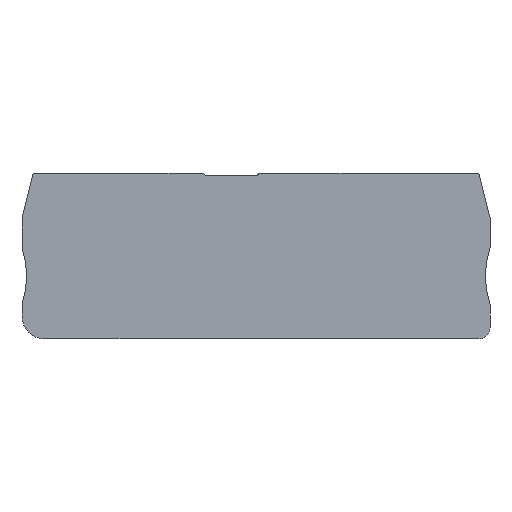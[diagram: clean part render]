
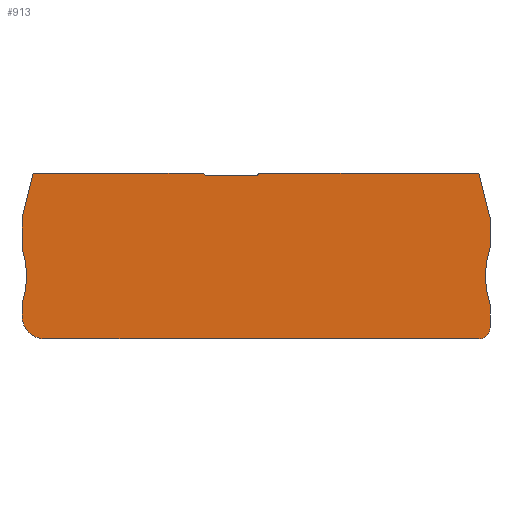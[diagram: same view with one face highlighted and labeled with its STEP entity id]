
A CAD part, top view. The second image highlights one B-rep face of the part: STEP entity #913.
In plain terms, the highlighted planar face has unit normal (0, 0, 1).
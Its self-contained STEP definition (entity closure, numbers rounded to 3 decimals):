
#278=DIRECTION('',(-0.358,-0.934,0.));
#279=VECTOR('',#278,0.192);
#280=CARTESIAN_POINT('',(4.645,28.879,5.3));
#281=LINE('',#280,#279);
#290=DIRECTION('',(-0.358,0.934,0.));
#291=VECTOR('',#290,0.192);
#292=CARTESIAN_POINT('',(-4.576,28.7,5.3));
#293=LINE('',#292,#291);
#298=DIRECTION('',(1.,0.,0.));
#299=VECTOR('',#298,9.152);
#300=CARTESIAN_POINT('',(-4.576,28.7,5.3));
#301=LINE('',#300,#299);
#302=CARTESIAN_POINT('',(5.111,28.7,5.3));
#303=DIRECTION('',(0.,0.,-1.));
#304=DIRECTION('',(-0.934,0.358,0.));
#305=AXIS2_PLACEMENT_3D('',#302,#303,#304);
#307=DIRECTION('',(-1.,0.,0.));
#308=VECTOR('',#307,37.748);
#309=CARTESIAN_POINT('',(42.859,29.2,5.3));
#310=LINE('',#309,#308);
#311=CARTESIAN_POINT('',(42.859,28.7,5.3));
#312=DIRECTION('',(0.,0.,1.));
#313=DIRECTION('',(0.97,0.242,0.));
#314=AXIS2_PLACEMENT_3D('',#311,#312,#313);
#316=DIRECTION('',(-0.242,0.97,0.));
#317=VECTOR('',#316,7.67);
#318=CARTESIAN_POINT('',(45.2,21.379,5.3));
#319=LINE('',#318,#317);
#320=DIRECTION('',(0.,1.,0.));
#321=VECTOR('',#320,5.183);
#322=CARTESIAN_POINT('',(45.2,16.196,5.3));
#323=LINE('',#322,#321);
#324=CARTESIAN_POINT('',(60.4,11.2,5.3));
#325=DIRECTION('',(0.,0.,-1.));
#326=DIRECTION('',(-0.95,-0.312,0.));
#327=AXIS2_PLACEMENT_3D('',#324,#325,#326);
#329=DIRECTION('',(0.,1.,0.));
#330=VECTOR('',#329,4.004);
#331=CARTESIAN_POINT('',(45.2,2.2,5.3));
#332=LINE('',#331,#330);
#333=CARTESIAN_POINT('',(43.2,2.2,5.3));
#334=DIRECTION('',(0.,0.,1.));
#335=DIRECTION('',(0.,-1.,0.));
#336=AXIS2_PLACEMENT_3D('',#333,#334,#335);
#338=DIRECTION('',(1.,0.,0.));
#339=VECTOR('',#338,75.8);
#340=CARTESIAN_POINT('',(-32.6,0.2,5.3));
#341=LINE('',#340,#339);
#342=CARTESIAN_POINT('',(-32.6,4.2,5.3));
#343=DIRECTION('',(0.,0.,1.));
#344=DIRECTION('',(-1.,0.,0.));
#345=AXIS2_PLACEMENT_3D('',#342,#343,#344);
#347=DIRECTION('',(0.,-1.,0.));
#348=VECTOR('',#347,2.004);
#349=CARTESIAN_POINT('',(-36.6,6.204,5.3));
#350=LINE('',#349,#348);
#351=CARTESIAN_POINT('',(-51.8,11.2,5.3));
#352=DIRECTION('',(0.,0.,-1.));
#353=DIRECTION('',(0.95,0.312,0.));
#354=AXIS2_PLACEMENT_3D('',#351,#352,#353);
#356=DIRECTION('',(0.,-1.,0.));
#357=VECTOR('',#356,5.183);
#358=CARTESIAN_POINT('',(-36.6,21.379,5.3));
#359=LINE('',#358,#357);
#360=DIRECTION('',(-0.242,-0.97,0.));
#361=VECTOR('',#360,7.67);
#362=CARTESIAN_POINT('',(-34.745,28.821,5.3));
#363=LINE('',#362,#361);
#364=CARTESIAN_POINT('',(-34.259,28.7,5.3));
#365=DIRECTION('',(0.,0.,1.));
#366=DIRECTION('',(0.,1.,0.));
#367=AXIS2_PLACEMENT_3D('',#364,#365,#366);
#369=DIRECTION('',(-1.,0.,0.));
#370=VECTOR('',#369,29.148);
#371=CARTESIAN_POINT('',(-5.111,29.2,5.3));
#372=LINE('',#371,#370);
#373=CARTESIAN_POINT('',(-5.111,28.7,5.3));
#374=DIRECTION('',(0.,0.,-1.));
#375=DIRECTION('',(0.,1.,0.));
#376=AXIS2_PLACEMENT_3D('',#373,#374,#375);
#474=CARTESIAN_POINT('',(-34.745,28.821,5.3));
#475=CARTESIAN_POINT('',(-36.6,21.379,5.3));
#476=VERTEX_POINT('',#474);
#477=VERTEX_POINT('',#475);
#478=CARTESIAN_POINT('',(-36.6,16.196,5.3));
#479=VERTEX_POINT('',#478);
#480=CARTESIAN_POINT('',(-36.6,6.204,5.3));
#481=VERTEX_POINT('',#480);
#482=CARTESIAN_POINT('',(-36.6,4.2,5.3));
#483=VERTEX_POINT('',#482);
#484=CARTESIAN_POINT('',(-32.6,0.2,5.3));
#485=VERTEX_POINT('',#484);
#486=CARTESIAN_POINT('',(43.2,0.2,5.3));
#487=VERTEX_POINT('',#486);
#488=CARTESIAN_POINT('',(45.2,2.2,5.3));
#489=VERTEX_POINT('',#488);
#490=CARTESIAN_POINT('',(45.2,6.204,5.3));
#491=VERTEX_POINT('',#490);
#492=CARTESIAN_POINT('',(45.2,16.196,5.3));
#493=VERTEX_POINT('',#492);
#494=CARTESIAN_POINT('',(45.2,21.379,5.3));
#495=VERTEX_POINT('',#494);
#496=CARTESIAN_POINT('',(43.345,28.821,5.3));
#497=VERTEX_POINT('',#496);
#498=CARTESIAN_POINT('',(42.859,29.2,5.3));
#499=VERTEX_POINT('',#498);
#500=CARTESIAN_POINT('',(-34.259,29.2,5.3));
#501=VERTEX_POINT('',#500);
#510=CARTESIAN_POINT('',(-5.111,29.2,5.3));
#511=CARTESIAN_POINT('',(-4.645,28.879,5.3));
#512=VERTEX_POINT('',#510);
#513=VERTEX_POINT('',#511);
#514=CARTESIAN_POINT('',(4.645,28.879,5.3));
#515=CARTESIAN_POINT('',(5.111,29.2,5.3));
#516=VERTEX_POINT('',#514);
#517=VERTEX_POINT('',#515);
#554=CARTESIAN_POINT('',(4.576,28.7,5.3));
#555=VERTEX_POINT('',#554);
#556=CARTESIAN_POINT('',(-4.576,28.7,5.3));
#557=VERTEX_POINT('',#556);
#869=CARTESIAN_POINT('',(0.,0.,5.3));
#870=DIRECTION('',(0.,0.,1.));
#871=DIRECTION('',(1.,0.,0.));
#872=AXIS2_PLACEMENT_3D('',#869,#870,#871);
#873=PLANE('',#872);
#874=ORIENTED_EDGE('',*,*,#861,.F.);
#875=ORIENTED_EDGE('',*,*,#850,.T.);
#876=ORIENTED_EDGE('',*,*,#836,.F.);
#878=ORIENTED_EDGE('',*,*,#877,.T.);
#880=ORIENTED_EDGE('',*,*,#879,.F.);
#882=ORIENTED_EDGE('',*,*,#881,.F.);
#884=ORIENTED_EDGE('',*,*,#883,.F.);
#886=ORIENTED_EDGE('',*,*,#885,.F.);
#888=ORIENTED_EDGE('',*,*,#887,.F.);
#890=ORIENTED_EDGE('',*,*,#889,.F.);
#892=ORIENTED_EDGE('',*,*,#891,.F.);
#894=ORIENTED_EDGE('',*,*,#893,.F.);
#896=ORIENTED_EDGE('',*,*,#895,.F.);
#898=ORIENTED_EDGE('',*,*,#897,.F.);
#900=ORIENTED_EDGE('',*,*,#899,.F.);
#902=ORIENTED_EDGE('',*,*,#901,.F.);
#904=ORIENTED_EDGE('',*,*,#903,.F.);
#906=ORIENTED_EDGE('',*,*,#905,.F.);
#908=ORIENTED_EDGE('',*,*,#907,.F.);
#910=ORIENTED_EDGE('',*,*,#909,.T.);
#911=EDGE_LOOP('',(#874,#875,#876,#878,#880,#882,#884,#886,#888,#890,#892,#894,
#896,#898,#900,#902,#904,#906,#908,#910));
#912=FACE_OUTER_BOUND('',#911,.F.);
#913=ADVANCED_FACE('',(#912),#873,.T.);
#306=CIRCLE('',#305,0.5);
#315=CIRCLE('',#314,0.5);
#328=CIRCLE('',#327,16.);
#337=CIRCLE('',#336,2.);
#346=CIRCLE('',#345,4.);
#355=CIRCLE('',#354,16.);
#368=CIRCLE('',#367,0.5);
#377=CIRCLE('',#376,0.5);
#836=EDGE_CURVE('',#516,#555,#281,.T.);
#850=EDGE_CURVE('',#557,#555,#301,.T.);
#861=EDGE_CURVE('',#557,#513,#293,.T.);
#877=EDGE_CURVE('',#516,#517,#306,.T.);
#879=EDGE_CURVE('',#499,#517,#310,.T.);
#881=EDGE_CURVE('',#497,#499,#315,.T.);
#883=EDGE_CURVE('',#495,#497,#319,.T.);
#885=EDGE_CURVE('',#493,#495,#323,.T.);
#887=EDGE_CURVE('',#491,#493,#328,.T.);
#889=EDGE_CURVE('',#489,#491,#332,.T.);
#891=EDGE_CURVE('',#487,#489,#337,.T.);
#893=EDGE_CURVE('',#485,#487,#341,.T.);
#895=EDGE_CURVE('',#483,#485,#346,.T.);
#897=EDGE_CURVE('',#481,#483,#350,.T.);
#899=EDGE_CURVE('',#479,#481,#355,.T.);
#901=EDGE_CURVE('',#477,#479,#359,.T.);
#903=EDGE_CURVE('',#476,#477,#363,.T.);
#905=EDGE_CURVE('',#501,#476,#368,.T.);
#907=EDGE_CURVE('',#512,#501,#372,.T.);
#909=EDGE_CURVE('',#512,#513,#377,.T.);
